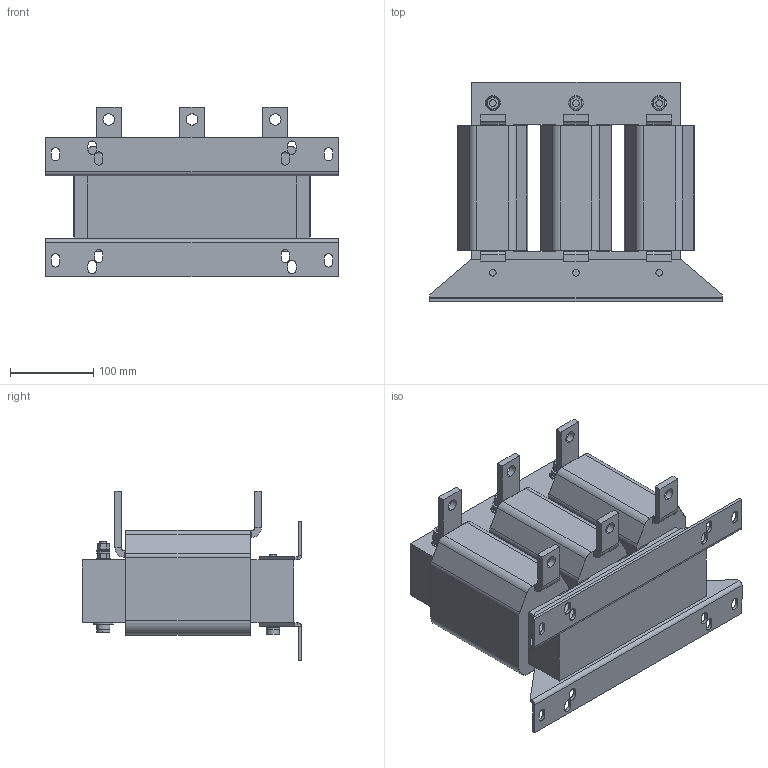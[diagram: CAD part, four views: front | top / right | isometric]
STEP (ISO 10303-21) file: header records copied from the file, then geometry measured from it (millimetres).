
FILE_DESCRIPTION (( 'STEP AP214' ), '1' );
FILE_NAME ('963401.STEP', '2024-10-23T11:36:24', ( '' ), ( '' ), 'SwSTEP 2.0', 'SolidWorks 2022', '' );
FILE_SCHEMA (( 'AUTOMOTIVE_DESIGN' ));
Length unit declared in the file: millimetre
Products named in the file (1): 963401
Bounding box: 352 x 263.35 x 204.3 mm (x, y, z)
Volume: 6676705.9 mm3; surface area: 544190.7 mm2
Topology: 1 solids, 1 shells, 472 faces, 1256 edges, 798 vertices
Faces by surface type: plane 284, cylinder 158, bspline 18, torus 6, cone 6
Entity records: 15208 total; most frequent: CARTESIAN_POINT 3181, ORIENTED_EDGE 2512, DIRECTION 2510, EDGE_CURVE 1256, AXIS2_PLACEMENT_3D 859, VERTEX_POINT 798, LINE 792, VECTOR 792
